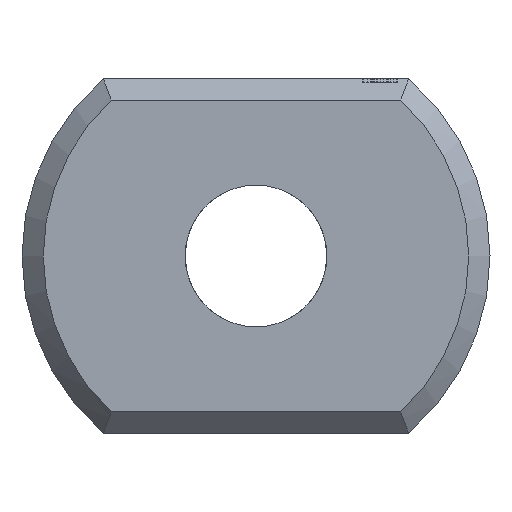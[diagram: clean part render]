
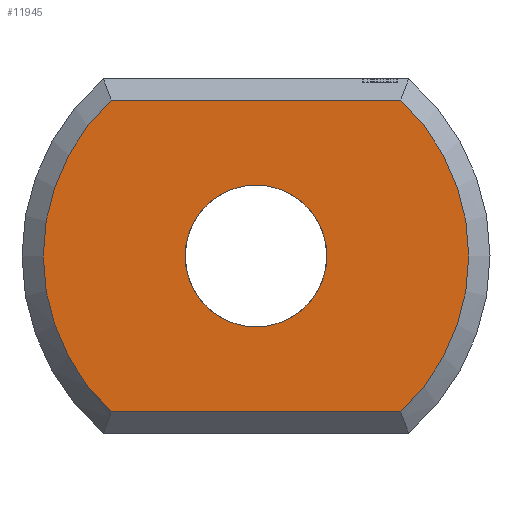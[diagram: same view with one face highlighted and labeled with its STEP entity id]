
A CAD part, left-side view. The second image highlights one B-rep face of the part: STEP entity #11945.
In plain terms, the highlighted planar face has unit normal (-1, 0, 0).
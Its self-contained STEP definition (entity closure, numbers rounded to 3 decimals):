
#298 = PLANE('',#299);
#299 = AXIS2_PLACEMENT_3D('',#300,#301,#302);
#300 = CARTESIAN_POINT('',(0.15,-2.154,-2.35));
#301 = DIRECTION('',(-0.707,0.,-0.707));
#302 = DIRECTION('',(0.,-1.,0.));
#725 = CONICAL_SURFACE('',#726,3.3,0.785);
#726 = AXIS2_PLACEMENT_3D('',#727,#728,#729);
#727 = CARTESIAN_POINT('',(0.3,0.,0.));
#728 = DIRECTION('',(1.,0.,0.));
#729 = DIRECTION('',(0.,0.653,-0.758));
#872 = CONICAL_SURFACE('',#873,3.3,0.785);
#873 = AXIS2_PLACEMENT_3D('',#874,#875,#876);
#874 = CARTESIAN_POINT('',(0.3,0.,0.));
#875 = DIRECTION('',(1.,0.,0.));
#876 = DIRECTION('',(0.,-0.653,0.758));
#909 = VERTEX_POINT('',#910);
#910 = CARTESIAN_POINT('',(0.,-2.04,-2.2));
#937 = VERTEX_POINT('',#938);
#938 = CARTESIAN_POINT('',(0.,2.04,-2.2));
#963 = EDGE_CURVE('',#909,#937,#964,.T.);
#964 = SURFACE_CURVE('',#965,(#969,#976),.PCURVE_S1.);
#965 = LINE('',#966,#967);
#966 = CARTESIAN_POINT('',(0.,-2.154,-2.2));
#967 = VECTOR('',#968,1.);
#968 = DIRECTION('',(0.,1.,0.));
#969 = PCURVE('',#298,#970);
#970 = DEFINITIONAL_REPRESENTATION('',(#971),#975);
#971 = LINE('',#972,#973);
#972 = CARTESIAN_POINT('',(0.,0.212));
#973 = VECTOR('',#974,1.);
#974 = DIRECTION('',(-1.,0.));
#975 = ( GEOMETRIC_REPRESENTATION_CONTEXT(2) 
PARAMETRIC_REPRESENTATION_CONTEXT() REPRESENTATION_CONTEXT('2D SPACE',''
  ) );
#976 = PCURVE('',#977,#982);
#977 = PLANE('',#978);
#978 = AXIS2_PLACEMENT_3D('',#979,#980,#981);
#979 = CARTESIAN_POINT('',(0.,0.,
    0.));
#980 = DIRECTION('',(1.,0.,0.));
#981 = DIRECTION('',(0.,0.,1.));
#982 = DEFINITIONAL_REPRESENTATION('',(#983),#987);
#983 = LINE('',#984,#985);
#984 = CARTESIAN_POINT('',(-2.2,2.154));
#985 = VECTOR('',#986,1.);
#986 = DIRECTION('',(0.,-1.));
#987 = ( GEOMETRIC_REPRESENTATION_CONTEXT(2) 
PARAMETRIC_REPRESENTATION_CONTEXT() REPRESENTATION_CONTEXT('2D SPACE',''
  ) );
#1763 = PLANE('',#1764);
#1764 = AXIS2_PLACEMENT_3D('',#1765,#1766,#1767);
#1765 = CARTESIAN_POINT('',(0.15,-2.154,2.35));
#1766 = DIRECTION('',(0.707,0.,-0.707
    ));
#1767 = DIRECTION('',(0.,-1.,0.));
#11732 = VERTEX_POINT('',#11733);
#11733 = CARTESIAN_POINT('',(0.,2.04,2.2));
#11758 = EDGE_CURVE('',#937,#11732,#11759,.T.);
#11759 = SURFACE_CURVE('',#11760,(#11765,#11772),.PCURVE_S1.);
#11760 = CIRCLE('',#11761,3.);
#11761 = AXIS2_PLACEMENT_3D('',#11762,#11763,#11764);
#11762 = CARTESIAN_POINT('',(0.,0.,
    0.));
#11763 = DIRECTION('',(1.,0.,0.));
#11764 = DIRECTION('',(0.,0.653,-0.758)
  );
#11765 = PCURVE('',#725,#11766);
#11766 = DEFINITIONAL_REPRESENTATION('',(#11767),#11771);
#11767 = LINE('',#11768,#11769);
#11768 = CARTESIAN_POINT('',(0.,-0.3));
#11769 = VECTOR('',#11770,1.);
#11770 = DIRECTION('',(1.,-0.));
#11771 = ( GEOMETRIC_REPRESENTATION_CONTEXT(2) 
PARAMETRIC_REPRESENTATION_CONTEXT() REPRESENTATION_CONTEXT('2D SPACE',''
  ) );
#11772 = PCURVE('',#977,#11773);
#11773 = DEFINITIONAL_REPRESENTATION('',(#11774),#11778);
#11774 = CIRCLE('',#11775,3.);
#11775 = AXIS2_PLACEMENT_2D('',#11776,#11777);
#11776 = CARTESIAN_POINT('',(0.,0.));
#11777 = DIRECTION('',(-0.758,-0.653));
#11778 = ( GEOMETRIC_REPRESENTATION_CONTEXT(2) 
PARAMETRIC_REPRESENTATION_CONTEXT() REPRESENTATION_CONTEXT('2D SPACE',''
  ) );
#11896 = VERTEX_POINT('',#11897);
#11897 = CARTESIAN_POINT('',(0.,-2.04,2.2));
#11924 = EDGE_CURVE('',#11896,#909,#11925,.T.);
#11925 = SURFACE_CURVE('',#11926,(#11931,#11938),.PCURVE_S1.);
#11926 = CIRCLE('',#11927,3.);
#11927 = AXIS2_PLACEMENT_3D('',#11928,#11929,#11930);
#11928 = CARTESIAN_POINT('',(0.,0.,
    0.));
#11929 = DIRECTION('',(1.,0.,0.));
#11930 = DIRECTION('',(0.,-0.653,0.758)
  );
#11931 = PCURVE('',#872,#11932);
#11932 = DEFINITIONAL_REPRESENTATION('',(#11933),#11937);
#11933 = LINE('',#11934,#11935);
#11934 = CARTESIAN_POINT('',(0.,-0.3));
#11935 = VECTOR('',#11936,1.);
#11936 = DIRECTION('',(1.,-0.));
#11937 = ( GEOMETRIC_REPRESENTATION_CONTEXT(2) 
PARAMETRIC_REPRESENTATION_CONTEXT() REPRESENTATION_CONTEXT('2D SPACE',''
  ) );
#11938 = PCURVE('',#977,#11939);
#11939 = DEFINITIONAL_REPRESENTATION('',(#11940),#11944);
#11940 = CIRCLE('',#11941,3.);
#11941 = AXIS2_PLACEMENT_2D('',#11942,#11943);
#11942 = CARTESIAN_POINT('',(0.,0.));
#11943 = DIRECTION('',(0.758,0.653));
#11944 = ( GEOMETRIC_REPRESENTATION_CONTEXT(2) 
PARAMETRIC_REPRESENTATION_CONTEXT() REPRESENTATION_CONTEXT('2D SPACE',''
  ) );
#11945 = ADVANCED_FACE('',(#11946,#11972),#977,.F.);
#11946 = FACE_BOUND('',#11947,.F.);
#11947 = EDGE_LOOP('',(#11948,#11949,#11970,#11971));
#11948 = ORIENTED_EDGE('',*,*,#11758,.T.);
#11949 = ORIENTED_EDGE('',*,*,#11950,.F.);
#11950 = EDGE_CURVE('',#11896,#11732,#11951,.T.);
#11951 = SURFACE_CURVE('',#11952,(#11956,#11963),.PCURVE_S1.);
#11952 = LINE('',#11953,#11954);
#11953 = CARTESIAN_POINT('',(0.,-2.154,2.2));
#11954 = VECTOR('',#11955,1.);
#11955 = DIRECTION('',(0.,1.,0.));
#11956 = PCURVE('',#977,#11957);
#11957 = DEFINITIONAL_REPRESENTATION('',(#11958),#11962);
#11958 = LINE('',#11959,#11960);
#11959 = CARTESIAN_POINT('',(2.2,2.154));
#11960 = VECTOR('',#11961,1.);
#11961 = DIRECTION('',(0.,-1.));
#11962 = ( GEOMETRIC_REPRESENTATION_CONTEXT(2) 
PARAMETRIC_REPRESENTATION_CONTEXT() REPRESENTATION_CONTEXT('2D SPACE',''
  ) );
#11963 = PCURVE('',#1763,#11964);
#11964 = DEFINITIONAL_REPRESENTATION('',(#11965),#11969);
#11965 = LINE('',#11966,#11967);
#11966 = CARTESIAN_POINT('',(0.,0.212));
#11967 = VECTOR('',#11968,1.);
#11968 = DIRECTION('',(-1.,0.));
#11969 = ( GEOMETRIC_REPRESENTATION_CONTEXT(2) 
PARAMETRIC_REPRESENTATION_CONTEXT() REPRESENTATION_CONTEXT('2D SPACE',''
  ) );
#11970 = ORIENTED_EDGE('',*,*,#11924,.T.);
#11971 = ORIENTED_EDGE('',*,*,#963,.T.);
#11972 = FACE_BOUND('',#11973,.T.);
#11973 = EDGE_LOOP('',(#11974));
#11974 = ORIENTED_EDGE('',*,*,#11975,.T.);
#11975 = EDGE_CURVE('',#11976,#11976,#11978,.T.);
#11976 = VERTEX_POINT('',#11977);
#11977 = CARTESIAN_POINT('',(0.,1.,0.));
#11978 = SURFACE_CURVE('',#11979,(#11984,#11991),.PCURVE_S1.);
#11979 = CIRCLE('',#11980,1.);
#11980 = AXIS2_PLACEMENT_3D('',#11981,#11982,#11983);
#11981 = CARTESIAN_POINT('',(0.,0.,0.));
#11982 = DIRECTION('',(1.,0.,0.));
#11983 = DIRECTION('',(0.,1.,0.));
#11984 = PCURVE('',#977,#11985);
#11985 = DEFINITIONAL_REPRESENTATION('',(#11986),#11990);
#11986 = CIRCLE('',#11987,1.);
#11987 = AXIS2_PLACEMENT_2D('',#11988,#11989);
#11988 = CARTESIAN_POINT('',(0.,0.));
#11989 = DIRECTION('',(0.,-1.));
#11990 = ( GEOMETRIC_REPRESENTATION_CONTEXT(2) 
PARAMETRIC_REPRESENTATION_CONTEXT() REPRESENTATION_CONTEXT('2D SPACE',''
  ) );
#11991 = PCURVE('',#11992,#11997);
#11992 = CYLINDRICAL_SURFACE('',#11993,1.);
#11993 = AXIS2_PLACEMENT_3D('',#11994,#11995,#11996);
#11994 = CARTESIAN_POINT('',(0.,0.,0.));
#11995 = DIRECTION('',(-1.,0.,0.));
#11996 = DIRECTION('',(0.,1.,0.));
#11997 = DEFINITIONAL_REPRESENTATION('',(#11998),#12002);
#11998 = LINE('',#11999,#12000);
#11999 = CARTESIAN_POINT('',(-0.,0.));
#12000 = VECTOR('',#12001,1.);
#12001 = DIRECTION('',(-1.,0.));
#12002 = ( GEOMETRIC_REPRESENTATION_CONTEXT(2) 
PARAMETRIC_REPRESENTATION_CONTEXT() REPRESENTATION_CONTEXT('2D SPACE',''
  ) );
